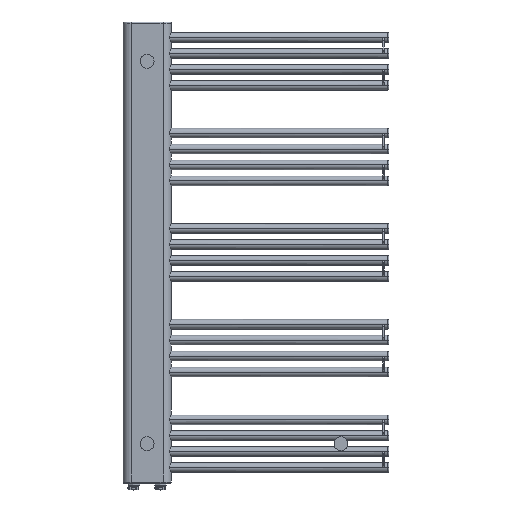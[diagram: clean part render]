
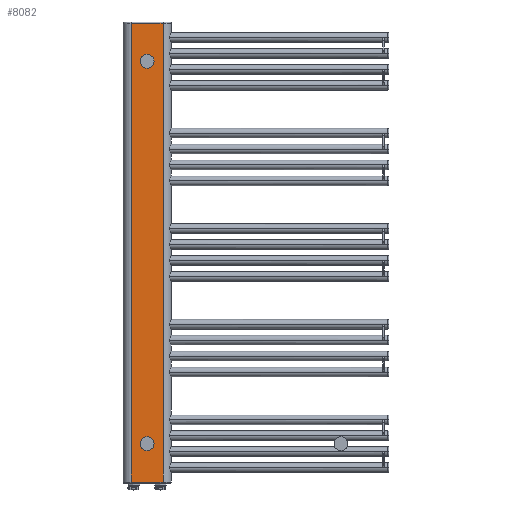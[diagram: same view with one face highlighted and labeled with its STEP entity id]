
A CAD part, top view. The second image highlights one B-rep face of the part: STEP entity #8082.
In plain terms, the highlighted planar face has unit normal (0, 0, 1).
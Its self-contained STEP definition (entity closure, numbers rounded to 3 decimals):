
#4479=DIRECTION('',(0.,1.,0.));
#4480=VECTOR('',#4479,864.4);
#4481=CARTESIAN_POINT('',(75.,2.,15.));
#4482=LINE('',#4481,#4480);
#5687=DIRECTION('',(1.,0.,0.));
#5688=VECTOR('',#5687,60.);
#5689=CARTESIAN_POINT('',(15.,866.4,15.));
#5690=LINE('',#5689,#5688);
#5694=DIRECTION('',(-1.,0.,0.));
#5695=VECTOR('',#5694,60.);
#5696=CARTESIAN_POINT('',(75.,2.,15.));
#5697=LINE('',#5696,#5695);
#5701=DIRECTION('',(0.,1.,0.));
#5702=VECTOR('',#5701,864.4);
#5703=CARTESIAN_POINT('',(15.,2.,15.));
#5704=LINE('',#5703,#5702);
#5708=CARTESIAN_POINT('',(45.,794.2,15.));
#5709=DIRECTION('',(0.,0.,1.));
#5710=DIRECTION('',(1.,0.,0.));
#5711=AXIS2_PLACEMENT_3D('',#5708,#5709,#5710);
#5716=CARTESIAN_POINT('',(45.,794.2,15.));
#5717=DIRECTION('',(0.,0.,1.));
#5718=DIRECTION('',(-1.,0.,0.));
#5719=AXIS2_PLACEMENT_3D('',#5716,#5717,#5718);
#5724=CARTESIAN_POINT('',(45.,74.2,15.));
#5725=DIRECTION('',(0.,0.,1.));
#5726=DIRECTION('',(1.,0.,0.));
#5727=AXIS2_PLACEMENT_3D('',#5724,#5725,#5726);
#5732=CARTESIAN_POINT('',(45.,74.2,15.));
#5733=DIRECTION('',(0.,0.,1.));
#5734=DIRECTION('',(-1.,0.,0.));
#5735=AXIS2_PLACEMENT_3D('',#5732,#5733,#5734);
#6224=CARTESIAN_POINT('',(15.,866.4,15.));
#6225=VERTEX_POINT('',#6224);
#6228=CARTESIAN_POINT('',(75.,866.4,15.));
#6229=VERTEX_POINT('',#6228);
#6234=CARTESIAN_POINT('',(75.,2.,15.));
#6235=CARTESIAN_POINT('',(15.,2.,15.));
#6236=VERTEX_POINT('',#6234);
#6237=VERTEX_POINT('',#6235);
#6278=CARTESIAN_POINT('',(54.75,794.2,15.));
#6279=CARTESIAN_POINT('',(35.25,794.2,15.));
#6280=VERTEX_POINT('',#6278);
#6281=VERTEX_POINT('',#6279);
#6282=CARTESIAN_POINT('',(54.75,74.2,15.));
#6283=CARTESIAN_POINT('',(35.25,74.2,15.));
#6284=VERTEX_POINT('',#6282);
#6285=VERTEX_POINT('',#6283);
#8057=CARTESIAN_POINT('',(15.,0.,15.));
#8058=DIRECTION('',(0.,0.,1.));
#8059=DIRECTION('',(1.,0.,0.));
#8060=AXIS2_PLACEMENT_3D('',#8057,#8058,#8059);
#8061=PLANE('',#8060);
#8062=ORIENTED_EDGE('',*,*,#8051,.T.);
#8063=ORIENTED_EDGE('',*,*,#6663,.F.);
#8065=ORIENTED_EDGE('',*,*,#8064,.T.);
#8067=ORIENTED_EDGE('',*,*,#8066,.T.);
#8068=EDGE_LOOP('',(#8062,#8063,#8065,#8067));
#8069=FACE_OUTER_BOUND('',#8068,.F.);
#8071=ORIENTED_EDGE('',*,*,#8070,.T.);
#8073=ORIENTED_EDGE('',*,*,#8072,.T.);
#8074=EDGE_LOOP('',(#8071,#8073));
#8075=FACE_BOUND('',#8074,.F.);
#8077=ORIENTED_EDGE('',*,*,#8076,.T.);
#8079=ORIENTED_EDGE('',*,*,#8078,.T.);
#8080=EDGE_LOOP('',(#8077,#8079));
#8081=FACE_BOUND('',#8080,.F.);
#5712=CIRCLE('',#5711,9.75);
#5720=CIRCLE('',#5719,9.75);
#5728=CIRCLE('',#5727,9.75);
#5736=CIRCLE('',#5735,9.75);
#6663=EDGE_CURVE('',#6236,#6229,#4482,.T.);
#8051=EDGE_CURVE('',#6225,#6229,#5690,.T.);
#8064=EDGE_CURVE('',#6236,#6237,#5697,.T.);
#8066=EDGE_CURVE('',#6237,#6225,#5704,.T.);
#8070=EDGE_CURVE('',#6280,#6281,#5712,.T.);
#8072=EDGE_CURVE('',#6281,#6280,#5720,.T.);
#8076=EDGE_CURVE('',#6284,#6285,#5728,.T.);
#8078=EDGE_CURVE('',#6285,#6284,#5736,.T.);
#8082=ADVANCED_FACE('',(#8069,#8075,#8081),#8061,.T.);
